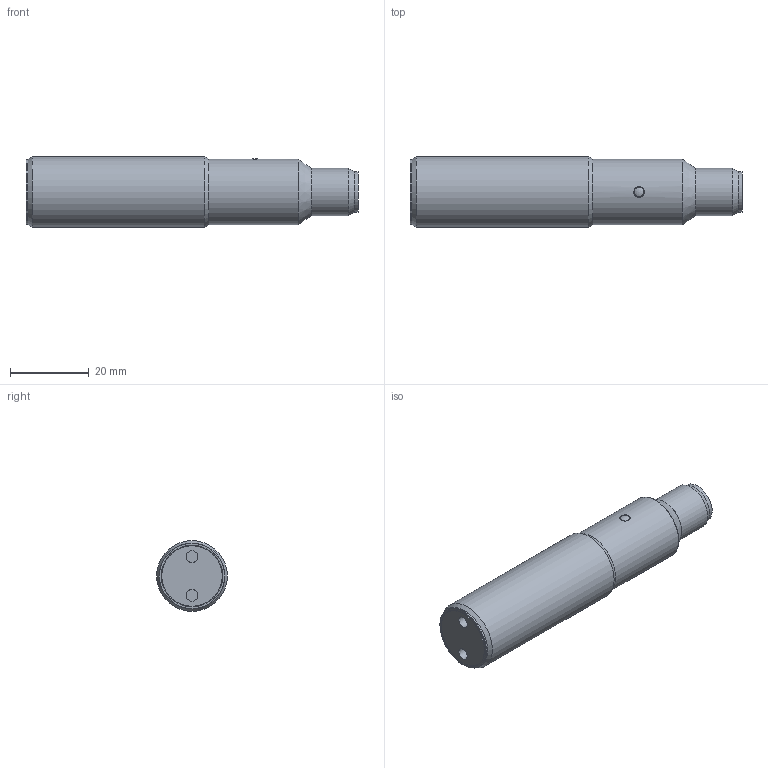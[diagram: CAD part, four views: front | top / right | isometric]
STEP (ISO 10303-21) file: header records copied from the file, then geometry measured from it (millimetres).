
FILE_DESCRIPTION(/* description */ (''),/* implementation_level */ '2;1');
FILE_NAME(/* name */ 'PA18CLD0xTxM6.stp',/* time_stamp */ '2020-01-09T13:43:33+01:00',/* author */ ('tvb'),/* organization */ (''),/* preprocessor_version */ 'ST-DEVELOPER v18',/* originating_system */ 'Autodesk Inventor 2020',/* authorisation */ '');
FILE_SCHEMA (('AUTOMOTIVE_DESIGN { 1 0 10303 214 3 1 1 }'));
Length unit declared in the file: millimetre
Products named in the file (1): PA18CLD0xTxM6
Bounding box: 84.5 x 18 x 18 mm (x, y, z)
Volume: 18183.4 mm3; surface area: 5244.1 mm2
Topology: 1 solids, 1 shells, 55 faces, 145 edges, 98 vertices
Faces by surface type: plane 21, cylinder 20, cone 6, sphere 4, torus 4
Full cylindrical faces by diameter (mm): 1 x3, 2.4 x1, 2.7 x1, 3 x2, 8.3 x1, 10.4 x1, 12 x1, 15.5 x1, 16.75 x2, 18 x1
Entity records: 1959 total; most frequent: CARTESIAN_POINT 452, DIRECTION 326, ORIENTED_EDGE 284, EDGE_CURVE 142, AXIS2_PLACEMENT_3D 133, VERTEX_POINT 98, CIRCLE 77, EDGE_LOOP 64
